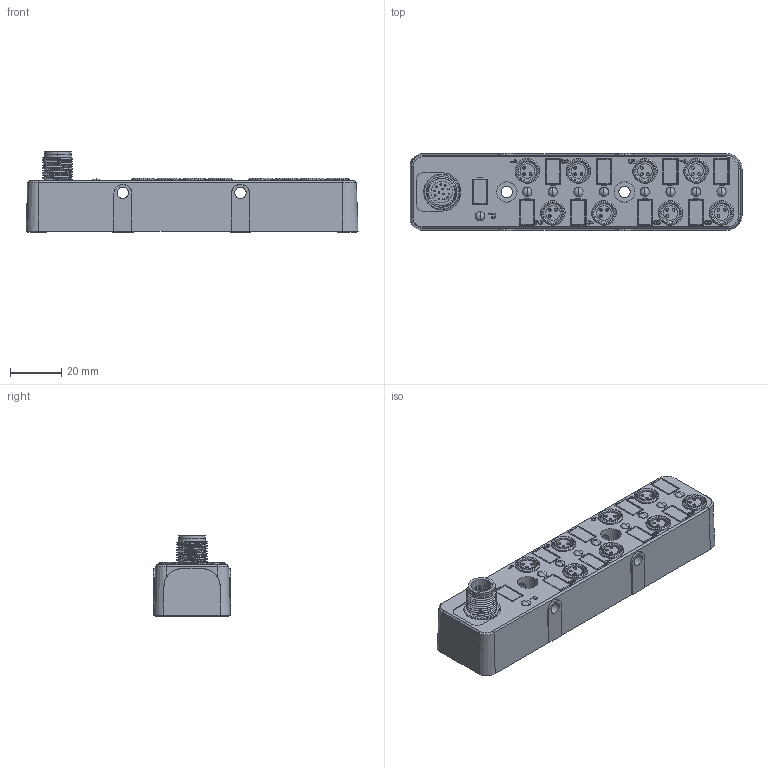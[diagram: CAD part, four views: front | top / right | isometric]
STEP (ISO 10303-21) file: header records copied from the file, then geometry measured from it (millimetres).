
FILE_DESCRIPTION((''),'2;1');
FILE_NAME('ELCO_ESP8-8-2X-Q12','2024-11-06T16:32:59',('elco'),(''),'CREO PARAMETRIC BY PTC INC, 2022424','CREO PARAMETRIC BY PTC INC, 2022424','');
FILE_SCHEMA(('CONFIG_CONTROL_DESIGN'));
Products named in the file (1): ELCO_ESP8-8-2X-Q12
Bounding box: 129.88 x 30.4 x 31.3 mm (x, y, z)
Volume: 71189.1 mm3; surface area: 24088.7 mm2
Topology: 1 solids, 34 shells, 3048 faces, 8763 edges, 5851 vertices
Faces by surface type: plane 2288, cylinder 513, bspline 107, cone 68, sphere 42, torus 22, extrusion 8
Entity records: 106187 total; most frequent: CARTESIAN_POINT 26244, ORIENTED_EDGE 17394, DIRECTION 15385, EDGE_CURVE 8697, VECTOR 6789, LINE 6781, VERTEX_POINT 5851, AXIS2_PLACEMENT_3D 4298
